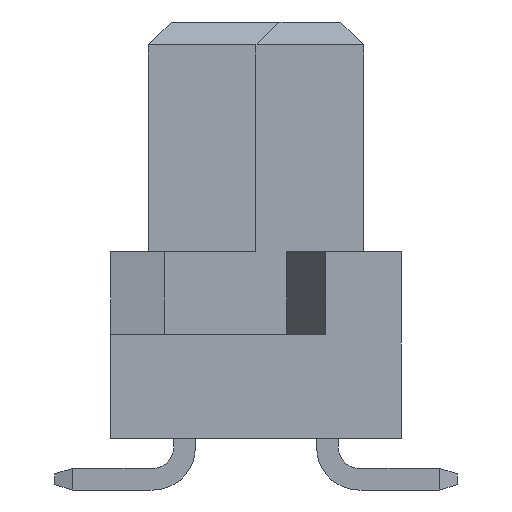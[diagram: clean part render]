
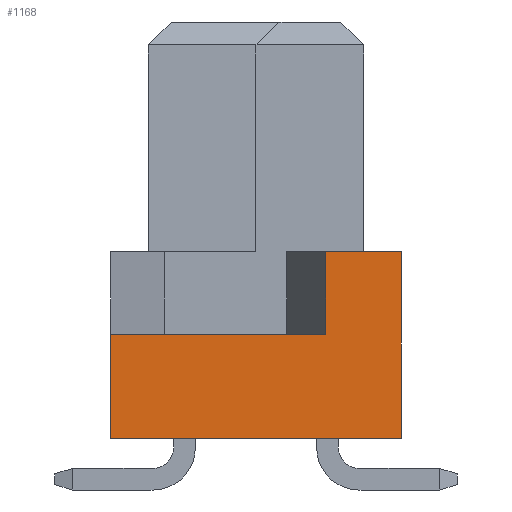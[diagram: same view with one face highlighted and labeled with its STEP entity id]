
A CAD part, left-side view. The second image highlights one B-rep face of the part: STEP entity #1168.
In plain terms, the highlighted planar face has unit normal (-1, 0, 0).
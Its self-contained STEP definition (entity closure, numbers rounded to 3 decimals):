
#303=CARTESIAN_POINT('',(-19.88,-4.05,0.));
#304=VERTEX_POINT('',#303);
#353=CARTESIAN_POINT('',(-19.88,-4.05,5.2));
#354=VERTEX_POINT('',#353);
#361=CARTESIAN_POINT('',(-19.88,-4.05,5.2));
#362=DIRECTION('',(0.,0.,-1.));
#363=VECTOR('',#362,5.2);
#364=LINE('',#361,#363);
#365=EDGE_CURVE('',#354,#304,#364,.T.);
#1122=CARTESIAN_POINT('',(-19.88,0.,5.8));
#1123=DIRECTION('',(0.,-1.,0.));
#1124=DIRECTION('',(-1.,0.,0.));
#1125=AXIS2_PLACEMENT_3D('',#1122,#1124,#1123);
#1126=PLANE('',#1125);
#1127=CARTESIAN_POINT('',(-19.88,4.05,0.));
#1128=VERTEX_POINT('',#1127);
#1129=CARTESIAN_POINT('',(-19.88,4.05,0.));
#1130=DIRECTION('',(0.,-1.,0.));
#1131=VECTOR('',#1130,8.1);
#1132=LINE('',#1129,#1131);
#1133=EDGE_CURVE('',#1128,#304,#1132,.T.);
#1134=ORIENTED_EDGE('',*,*,#1133,.T.);
#1135=ORIENTED_EDGE('',*,*,#365,.F.);
#1136=CARTESIAN_POINT('',(-19.88,-1.95,5.2));
#1137=VERTEX_POINT('',#1136);
#1138=CARTESIAN_POINT('',(-19.88,-4.05,5.2));
#1139=DIRECTION('',(0.,1.,0.));
#1140=VECTOR('',#1139,2.1);
#1141=LINE('',#1138,#1140);
#1142=EDGE_CURVE('',#354,#1137,#1141,.T.);
#1143=ORIENTED_EDGE('',*,*,#1142,.T.);
#1144=CARTESIAN_POINT('',(-19.88,-1.95,2.9));
#1145=VERTEX_POINT('',#1144);
#1146=CARTESIAN_POINT('',(-19.88,-1.95,5.2));
#1147=DIRECTION('',(0.,0.,-1.));
#1148=VECTOR('',#1147,2.3);
#1149=LINE('',#1146,#1148);
#1150=EDGE_CURVE('',#1137,#1145,#1149,.T.);
#1151=ORIENTED_EDGE('',*,*,#1150,.T.);
#1152=CARTESIAN_POINT('',(-19.88,4.05,2.9));
#1153=VERTEX_POINT('',#1152);
#1154=CARTESIAN_POINT('',(-19.88,-1.95,2.9));
#1155=DIRECTION('',(0.,1.,0.));
#1156=VECTOR('',#1155,6.);
#1157=LINE('',#1154,#1156);
#1158=EDGE_CURVE('',#1145,#1153,#1157,.T.);
#1159=ORIENTED_EDGE('',*,*,#1158,.T.);
#1160=CARTESIAN_POINT('',(-19.88,4.05,2.9));
#1161=DIRECTION('',(0.,0.,-1.));
#1162=VECTOR('',#1161,2.9);
#1163=LINE('',#1160,#1162);
#1164=EDGE_CURVE('',#1153,#1128,#1163,.T.);
#1165=ORIENTED_EDGE('',*,*,#1164,.T.);
#1166=EDGE_LOOP('',(#1134,#1135,#1143,#1151,#1159,#1165));
#1167=FACE_OUTER_BOUND('',#1166,.T.);
#1168=ADVANCED_FACE('',(#1167),#1126,.T.);
